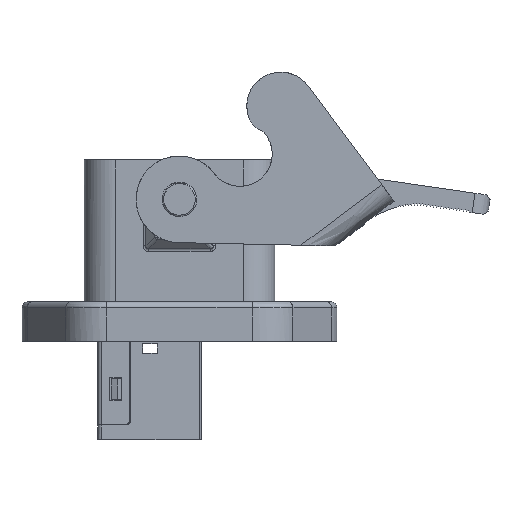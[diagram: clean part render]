
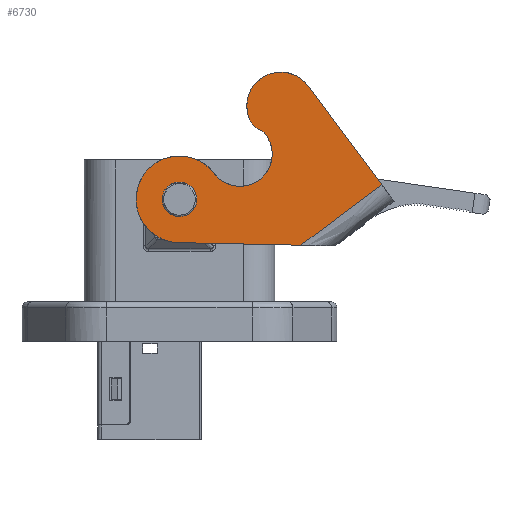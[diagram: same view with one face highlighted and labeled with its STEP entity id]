
A CAD part, left-side view. The second image highlights one B-rep face of the part: STEP entity #6730.
In plain terms, the highlighted free-form (B-spline) face has degree [1, 1] with [2, 2] control points.
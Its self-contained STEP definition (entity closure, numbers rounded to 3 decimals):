
#4282=CARTESIAN_POINT('V1273',(33.9,28.238,
   25.717));
#4283=VERTEX_POINT('V1273',#4282);
#4289=CARTESIAN_POINT('E1840',(33.9,28.238,
   25.717));
#4290=CARTESIAN_POINT('E1840',(33.9,25.957,
   22.664));
#4291=CARTESIAN_POINT('E1840',(33.9,29.741,
   22.215));
#4292=CARTESIAN_POINT('E1840',(33.9,33.525,
   21.767));
#4293=CARTESIAN_POINT('E1840',(33.9,32.022,
   25.268));
#4294=CARTESIAN_POINT('E1840',(33.9,30.518,
   28.769));
#4295=CARTESIAN_POINT('E1840',(33.9,28.238,
   25.717));
#4303=(BOUNDED_CURVE()B_SPLINE_CURVE(2,(#4289,#4290,#4291,#4292,
   #4293,#4294,#4295),.CIRCULAR_ARC.,.T.,.U.)
   B_SPLINE_CURVE_WITH_KNOTS((3,2,2,3),(0.0,3.048,
   6.097,9.145),.UNSPECIFIED.)CURVE()
   GEOMETRIC_REPRESENTATION_ITEM()RATIONAL_B_SPLINE_CURVE((1.0,
   0.5,1.0,0.5,1.0,0.5,1.0)
   )REPRESENTATION_ITEM('E1840'));
#4304=EDGE_CURVE('E1840',#4283,#4283,#4303,.T.);
#4347=CARTESIAN_POINT('V1281',(33.9,25.594,
   27.692));
#4348=VERTEX_POINT('V1281',#4347);
#4354=CARTESIAN_POINT('V1279',(33.9,19.025,
   32.599));
#4355=VERTEX_POINT('V1279',#4354);
#4356=CARTESIAN_POINT('E1851',(33.9,19.025,
   32.599));
#4357=CARTESIAN_POINT('E1851',(33.9,16.571,
   29.315));
#4358=CARTESIAN_POINT('E1851',(33.9,19.855,
   26.861));
#4359=CARTESIAN_POINT('E1851',(33.9,23.14,
   24.407));
#4360=CARTESIAN_POINT('E1851',(33.9,25.594,
   27.692));
#4368=(BOUNDED_CURVE()B_SPLINE_CURVE(2,(#4356,#4357,#4358,#4359,
   #4360),.CIRCULAR_ARC.,.F.,.U.)B_SPLINE_CURVE_WITH_KNOTS((3,2,3),
   (0.0,3.28,6.56),.UNSPECIFIED.)CURVE()
   GEOMETRIC_REPRESENTATION_ITEM()RATIONAL_B_SPLINE_CURVE((1.0,
   0.707,1.0,0.707,1.0))REPRESENTATION_ITEM(
   'E1851'));
#4369=EDGE_CURVE('E1851',#4355,#4348,#4368,.T.);
#4411=CARTESIAN_POINT('V1277',(33.9,19.827,
   33.249));
#4412=VERTEX_POINT('V1277',#4411);
#4413=CARTESIAN_POINT('E1848',(33.9,19.827,
   33.249));
#4414=CARTESIAN_POINT('E1848',(33.9,19.343,
   33.026));
#4415=CARTESIAN_POINT('E1848',(33.9,19.025,
   32.599));
#4423=(BOUNDED_CURVE()B_SPLINE_CURVE(2,(#4413,#4414,#4415),
   .CIRCULAR_ARC.,.F.,.U.)CURVE()GEOMETRIC_REPRESENTATION_ITEM()
   QUASI_UNIFORM_CURVE()RATIONAL_B_SPLINE_CURVE((1.0,
   0.969,1.0))REPRESENTATION_ITEM('E1848'));
#4424=EDGE_CURVE('E1848',#4412,#4355,#4423,.T.);
#4464=CARTESIAN_POINT('V1275',(33.9,21.062,
   34.497));
#4465=VERTEX_POINT('V1275',#4464);
#4466=CARTESIAN_POINT('E1845',(33.9,21.062,
   34.497));
#4467=CARTESIAN_POINT('E1845',(33.9,20.678,
   33.642));
#4468=CARTESIAN_POINT('E1845',(33.9,19.827,
   33.249));
#4476=(BOUNDED_CURVE()B_SPLINE_CURVE(2,(#4466,#4467,#4468),
   .CIRCULAR_ARC.,.F.,.U.)CURVE()GEOMETRIC_REPRESENTATION_ITEM()
   QUASI_UNIFORM_CURVE()RATIONAL_B_SPLINE_CURVE((1.0,
   0.936,1.0))REPRESENTATION_ITEM('E1845'));
#4477=EDGE_CURVE('E1845',#4465,#4412,#4476,.T.);
#4521=CARTESIAN_POINT('V1270',(33.9,13.693,
   38.829));
#4522=VERTEX_POINT('V1270',#4521);
#4523=CARTESIAN_POINT('E1842',(33.9,13.693,
   38.829));
#4524=CARTESIAN_POINT('E1842',(33.9,15.997,
   41.914));
#4525=CARTESIAN_POINT('E1842',(33.9,19.317,
   39.963));
#4526=CARTESIAN_POINT('E1842',(33.9,22.637,
   38.011));
#4527=CARTESIAN_POINT('E1842',(33.9,21.062,
   34.497));
#4535=(BOUNDED_CURVE()B_SPLINE_CURVE(2,(#4523,#4524,#4525,#4526,
   #4527),.CIRCULAR_ARC.,.F.,.U.)B_SPLINE_CURVE_WITH_KNOTS((3,2,3),
   (0.0,3.081,6.161),.UNSPECIFIED.)CURVE()
   GEOMETRIC_REPRESENTATION_ITEM()RATIONAL_B_SPLINE_CURVE((1.0,
   0.745,1.0,0.745,1.0))REPRESENTATION_ITEM(
   'E1842'));
#4536=EDGE_CURVE('E1842',#4522,#4465,#4535,.T.);
#6663=CARTESIAN_POINT('V1209',(33.9,4.296,
   26.252));
#6664=VERTEX_POINT('V1209',#6663);
#6665=CARTESIAN_POINT('E1834',(33.9,4.296,
   26.252));
#6666=CARTESIAN_POINT('E1834',(33.9,13.693,
   38.829));
#6667=B_SPLINE_CURVE_WITH_KNOTS('E1834',1,(#6665,#6666),
   .POLYLINE_FORM.,.F.,.U.,(2,2),(0.142,1.0),
   .UNSPECIFIED.);
#6668=EDGE_CURVE('E1834',#6664,#4522,#6667,.T.);
#6686=CARTESIAN_POINT('F568',(33.9,39.781,
   26.083));
#6687=CARTESIAN_POINT('F568',(33.9,15.838,
   43.971));
#6688=CARTESIAN_POINT('F568',(33.9,24.92,
   6.19));
#6689=CARTESIAN_POINT('F568',(33.9,0.977,
   24.077));
#6690=QUASI_UNIFORM_SURFACE('F568',1,1,((#6686,#6688),(#6687,
   #6689)),.PLANE_SURF.,.F.,.F.,.U.);
#6691=ORIENTED_EDGE('E1834',*,*,#6668,.T.);
#6692=ORIENTED_EDGE('E1842',*,*,#4536,.T.);
#6693=ORIENTED_EDGE('E1845',*,*,#4477,.T.);
#6694=ORIENTED_EDGE('E1848',*,*,#4424,.T.);
#6695=ORIENTED_EDGE('E1851',*,*,#4369,.T.);
#6696=CARTESIAN_POINT('V1283',(33.9,30.116,
   18.901));
#6697=VERTEX_POINT('V1283',#6696);
#6698=CARTESIAN_POINT('E1854',(33.9,25.594,
   27.692));
#6699=CARTESIAN_POINT('E1854',(33.9,30.863,
   34.745));
#6700=CARTESIAN_POINT('E1854',(33.9,34.891,
   26.916));
#6701=CARTESIAN_POINT('E1854',(33.9,38.918,
   19.087));
#6702=CARTESIAN_POINT('E1854',(33.9,30.116,
   18.901));
#6710=(BOUNDED_CURVE()B_SPLINE_CURVE(2,(#6698,#6699,#6700,#6701,
   #6702),.CIRCULAR_ARC.,.F.,.U.)B_SPLINE_CURVE_WITH_KNOTS((3,2,3),
   (0.0,7.043,14.086),.UNSPECIFIED.)CURVE()
   GEOMETRIC_REPRESENTATION_ITEM()RATIONAL_B_SPLINE_CURVE((1.0,
   0.53,1.0,0.53,1.0))REPRESENTATION_ITEM(
   'E1854'));
#6711=EDGE_CURVE('E1854',#4348,#6697,#6710,.T.);
#6712=ORIENTED_EDGE('E1854',*,*,#6711,.T.);
#6713=CARTESIAN_POINT('V1208',(33.9,14.576,
   18.572));
#6714=VERTEX_POINT('V1208',#6713);
#6715=CARTESIAN_POINT('E1857',(33.9,30.116,
   18.901));
#6716=CARTESIAN_POINT('E1857',(33.9,14.576,
   18.572));
#6717=B_SPLINE_CURVE_WITH_KNOTS('E1857',1,(#6715,#6716),
   .POLYLINE_FORM.,.F.,.U.,(2,2),(0.0,6.218),
   .UNSPECIFIED.);
#6718=EDGE_CURVE('E1857',#6697,#6714,#6717,.T.);
#6719=ORIENTED_EDGE('E1857',*,*,#6718,.T.);
#6720=CARTESIAN_POINT('E1768',(33.9,4.296,
   26.252));
#6721=CARTESIAN_POINT('E1768',(33.9,14.576,
   18.572));
#6722=B_SPLINE_CURVE_WITH_KNOTS('E1768',1,(#6720,#6721),
   .POLYLINE_FORM.,.F.,.U.,(2,2),(2.0,5.142),
   .UNSPECIFIED.);
#6723=EDGE_CURVE('E1768',#6664,#6714,#6722,.T.);
#6724=ORIENTED_EDGE('E1768',*,*,#6723,.F.);
#6725=EDGE_LOOP('F568',(#6691,#6692,#6693,#6694,#6695,#6712,#6719,
   #6724));
#6726=FACE_OUTER_BOUND('F568',#6725,.T.);
#6727=ORIENTED_EDGE('E1840',*,*,#4304,.T.);
#6728=EDGE_LOOP('F568',(#6727));
#6729=FACE_BOUND('F568',#6728,.T.);
#6730=ADVANCED_FACE('F568',(#6726,#6729),#6690,.F.);
